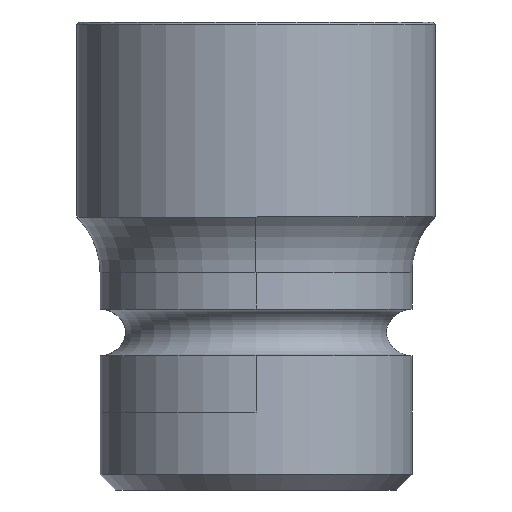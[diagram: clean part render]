
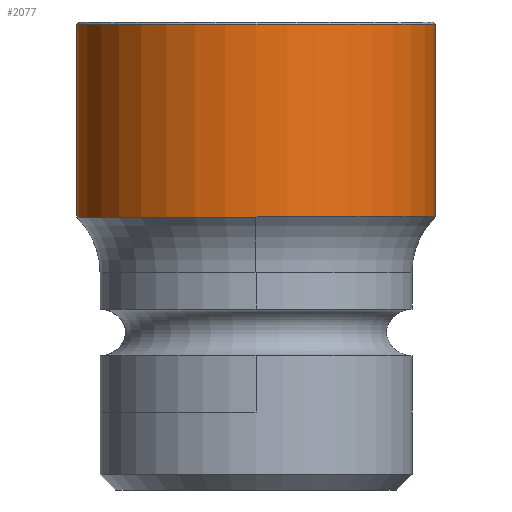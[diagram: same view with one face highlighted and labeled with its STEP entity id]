
A CAD part, left-side view. The second image highlights one B-rep face of the part: STEP entity #2077.
In plain terms, the highlighted cylindrical face has radius 23 mm (diameter 46 mm), a partial arc.
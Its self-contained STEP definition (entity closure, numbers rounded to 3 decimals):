
#287=DIRECTION('',(0.,0.,1.));
#288=VECTOR('',#287,24.7);
#289=CARTESIAN_POINT('',(0.,23.,25.));
#290=LINE('',#289,#288);
#291=DIRECTION('',(0.,0.,1.));
#292=VECTOR('',#291,24.7);
#293=CARTESIAN_POINT('',(0.,-23.,25.));
#294=LINE('',#293,#292);
#948=CARTESIAN_POINT('',(0.,0.,49.7));
#949=DIRECTION('',(0.,0.,1.));
#950=DIRECTION('',(0.,1.,0.));
#951=AXIS2_PLACEMENT_3D('',#948,#949,#950);
#953=CARTESIAN_POINT('',(0.,0.,25.));
#954=DIRECTION('',(0.,0.,1.));
#955=DIRECTION('',(-1.,0.,0.));
#956=AXIS2_PLACEMENT_3D('',#953,#954,#955);
#958=CARTESIAN_POINT('',(0.,0.,25.));
#959=DIRECTION('',(0.,0.,1.));
#960=DIRECTION('',(0.,1.,0.));
#961=AXIS2_PLACEMENT_3D('',#958,#959,#960);
#1007=CARTESIAN_POINT('',(0.,23.,25.));
#1008=CARTESIAN_POINT('',(-23.,0.,25.));
#1009=VERTEX_POINT('',#1007);
#1010=VERTEX_POINT('',#1008);
#1015=CARTESIAN_POINT('',(0.,-23.,25.));
#1016=VERTEX_POINT('',#1015);
#1048=CARTESIAN_POINT('',(0.,-23.,49.7));
#1049=CARTESIAN_POINT('',(0.,23.,49.7));
#1050=VERTEX_POINT('',#1048);
#1051=VERTEX_POINT('',#1049);
#2065=CARTESIAN_POINT('',(0.,0.,23.75));
#2066=DIRECTION('',(0.,0.,1.));
#2067=DIRECTION('',(0.,1.,0.));
#2068=AXIS2_PLACEMENT_3D('',#2065,#2066,#2067);
#2069=CYLINDRICAL_SURFACE('',#2068,23.);
#2070=ORIENTED_EDGE('',*,*,#2059,.T.);
#2071=ORIENTED_EDGE('',*,*,#1383,.F.);
#2072=ORIENTED_EDGE('',*,*,#1350,.F.);
#2073=ORIENTED_EDGE('',*,*,#1364,.F.);
#2074=ORIENTED_EDGE('',*,*,#1380,.T.);
#2075=EDGE_LOOP('',(#2070,#2071,#2072,#2073,#2074));
#2076=FACE_OUTER_BOUND('',#2075,.F.);
#2077=ADVANCED_FACE('',(#2076),#2069,.T.);
#952=CIRCLE('',#951,23.);
#957=CIRCLE('',#956,23.);
#962=CIRCLE('',#961,23.);
#1350=EDGE_CURVE('',#1010,#1016,#957,.T.);
#1364=EDGE_CURVE('',#1009,#1010,#962,.T.);
#1380=EDGE_CURVE('',#1009,#1051,#290,.T.);
#1383=EDGE_CURVE('',#1016,#1050,#294,.T.);
#2059=EDGE_CURVE('',#1051,#1050,#952,.T.);
